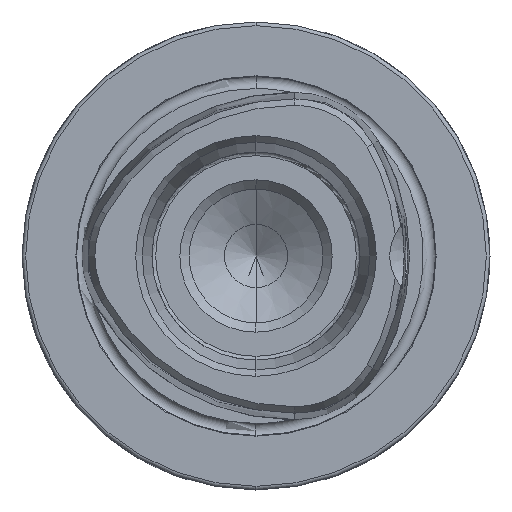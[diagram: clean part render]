
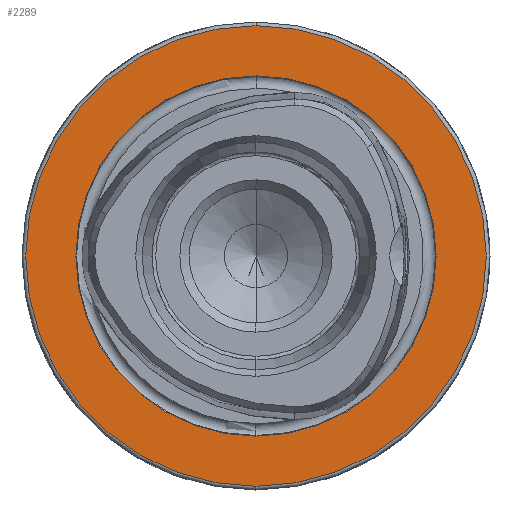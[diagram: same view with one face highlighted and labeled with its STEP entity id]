
A CAD part, left-side view. The second image highlights one B-rep face of the part: STEP entity #2289.
In plain terms, the highlighted planar face has unit normal (-1, 0, 0).
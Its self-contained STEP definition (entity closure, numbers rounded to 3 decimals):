
#552 = EDGE_LOOP ( 'NONE', ( #9859, #9858 ) ) ;
#556 = EDGE_LOOP ( 'NONE', ( #9857, #9856 ) ) ;
#2289 = ADVANCED_FACE ( 'NONE', ( #6688, #6662 ), #10707, .F. ) ;
#3086 = EDGE_CURVE ( 'NONE', #10493, #10492, #6629, .T. ) ;
#3087 = EDGE_CURVE ( 'NONE', #10490, #10489, #6626, .T. ) ;
#3168 = EDGE_CURVE ( 'NONE', #10489, #10490, #6587, .T. ) ;
#3172 = EDGE_CURVE ( 'NONE', #10492, #10493, #6580, .T. ) ;
#6580 = CIRCLE ( 'NONE', #7879, 31. ) ;
#6587 = CIRCLE ( 'NONE', #7876, 24.25 ) ;
#6626 = CIRCLE ( 'NONE', #7868, 24.25 ) ;
#6629 = CIRCLE ( 'NONE', #7867, 31. ) ;
#6662 = FACE_OUTER_BOUND ( 'NONE', #556, .T. ) ;
#6688 = FACE_BOUND ( 'NONE', #552, .T. ) ;
#7847 = AXIS2_PLACEMENT_3D ( 'NONE', #10710, #10705, #10703 ) ;
#7867 = AXIS2_PLACEMENT_3D ( 'NONE', #9120, #9119, #9118 ) ;
#7868 = AXIS2_PLACEMENT_3D ( 'NONE', #9115, #9114, #9113 ) ;
#7876 = AXIS2_PLACEMENT_3D ( 'NONE', #10153, #10150, #10148 ) ;
#7879 = AXIS2_PLACEMENT_3D ( 'NONE', #10135, #10133, #10132 ) ;
#9113 = DIRECTION ( 'NONE',  ( 0., 0., 1. ) ) ;
#9114 = DIRECTION ( 'NONE',  ( -1., 0., 0. ) ) ;
#9115 = CARTESIAN_POINT ( 'NONE',  ( 0., 0., 0. ) ) ;
#9118 = DIRECTION ( 'NONE',  ( 0., 0., 1. ) ) ;
#9119 = DIRECTION ( 'NONE',  ( -1., 0., 0. ) ) ;
#9120 = CARTESIAN_POINT ( 'NONE',  ( 0., 0., 0. ) ) ;
#9856 = ORIENTED_EDGE ( 'NONE', *, *, #3086, .T. ) ;
#9857 = ORIENTED_EDGE ( 'NONE', *, *, #3172, .T. ) ;
#9858 = ORIENTED_EDGE ( 'NONE', *, *, #3168, .F. ) ;
#9859 = ORIENTED_EDGE ( 'NONE', *, *, #3087, .F. ) ;
#10132 = DIRECTION ( 'NONE',  ( 0., 0., 1. ) ) ;
#10133 = DIRECTION ( 'NONE',  ( -1., 0., 0. ) ) ;
#10135 = CARTESIAN_POINT ( 'NONE',  ( 0., 0., 0. ) ) ;
#10148 = DIRECTION ( 'NONE',  ( 0., 0., 1. ) ) ;
#10150 = DIRECTION ( 'NONE',  ( -1., 0., 0. ) ) ;
#10153 = CARTESIAN_POINT ( 'NONE',  ( 0., 0., 0. ) ) ;
#10489 = VERTEX_POINT ( 'NONE', #11468 ) ;
#10490 = VERTEX_POINT ( 'NONE', #11469 ) ;
#10492 = VERTEX_POINT ( 'NONE', #11471 ) ;
#10493 = VERTEX_POINT ( 'NONE', #11472 ) ;
#10703 = DIRECTION ( 'NONE',  ( 0., 0., -1. ) ) ;
#10705 = DIRECTION ( 'NONE',  ( 1., 0., 0. ) ) ;
#10707 = PLANE ( 'NONE',  #7847 ) ;
#10710 = CARTESIAN_POINT ( 'NONE',  ( 0., 24.25, 0. ) ) ;
#11468 = CARTESIAN_POINT ( 'NONE',  ( 0., 0., -24.25 ) ) ;
#11469 = CARTESIAN_POINT ( 'NONE',  ( 0., 0., 24.25 ) ) ;
#11471 = CARTESIAN_POINT ( 'NONE',  ( 0., 0., 31. ) ) ;
#11472 = CARTESIAN_POINT ( 'NONE',  ( 0., 0., -31. ) ) ;
